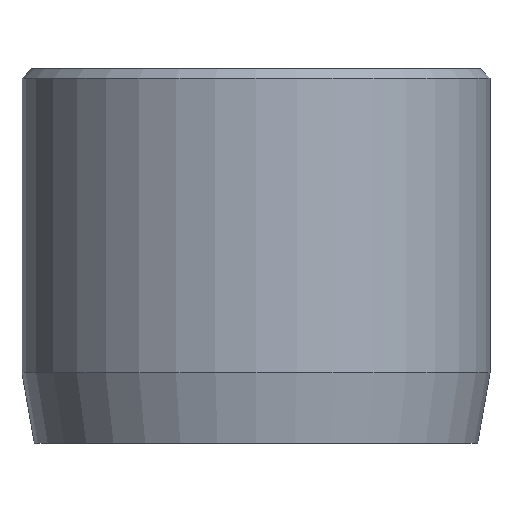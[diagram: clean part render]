
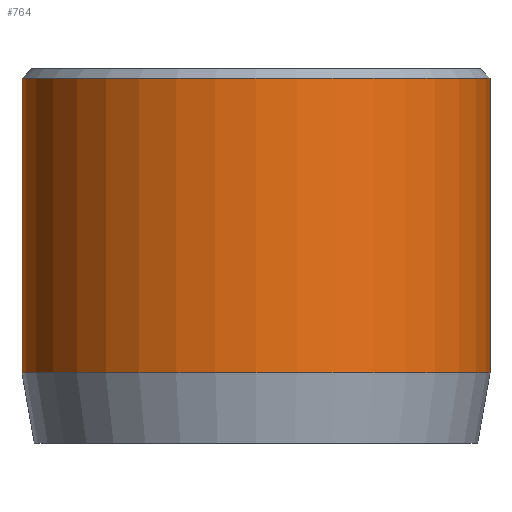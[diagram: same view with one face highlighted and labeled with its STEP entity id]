
A CAD part, front view. The second image highlights one B-rep face of the part: STEP entity #764.
In plain terms, the highlighted cylindrical face has radius 5 mm (diameter 10 mm), a partial arc.
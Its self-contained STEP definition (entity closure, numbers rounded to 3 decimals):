
#8 = EDGE_CURVE ( 'NONE', #696, #210, #611, .T. ) ;
#49 = CARTESIAN_POINT ( 'NONE',  ( -5., 0., 1.5 ) ) ;
#90 = CARTESIAN_POINT ( 'NONE',  ( 0., 0., 8. ) ) ;
#96 = DIRECTION ( 'NONE',  ( 0., 0., 1. ) ) ;
#106 = AXIS2_PLACEMENT_3D ( 'NONE', #682, #96, #769 ) ;
#113 = VERTEX_POINT ( 'NONE', #241 ) ;
#121 = VERTEX_POINT ( 'NONE', #237 ) ;
#130 = AXIS2_PLACEMENT_3D ( 'NONE', #532, #1137, #623 ) ;
#210 = VERTEX_POINT ( 'NONE', #49 ) ;
#228 = EDGE_LOOP ( 'NONE', ( #1130, #711, #1068, #1203 ) ) ;
#237 = CARTESIAN_POINT ( 'NONE',  ( 5., 0., 7.8 ) ) ;
#241 = CARTESIAN_POINT ( 'NONE',  ( 5., 0., 1.5 ) ) ;
#266 = DIRECTION ( 'NONE',  ( 0., 0., -1. ) ) ;
#359 = VECTOR ( 'NONE', #502, 1000. ) ;
#379 = EDGE_CURVE ( 'NONE', #121, #113, #971, .T. ) ;
#432 = CARTESIAN_POINT ( 'NONE',  ( -5., 0., 8. ) ) ;
#502 = DIRECTION ( 'NONE',  ( 0., 0., -1. ) ) ;
#515 = VECTOR ( 'NONE', #1034, 1000. ) ;
#532 = CARTESIAN_POINT ( 'NONE',  ( 0., 0., 7.8 ) ) ;
#611 = LINE ( 'NONE', #432, #359 ) ;
#623 = DIRECTION ( 'NONE',  ( 1., 0., 0. ) ) ;
#659 = CIRCLE ( 'NONE', #130, 5. ) ;
#673 = FACE_OUTER_BOUND ( 'NONE', #228, .T. ) ;
#682 = CARTESIAN_POINT ( 'NONE',  ( 0., 0., 1.5 ) ) ;
#696 = VERTEX_POINT ( 'NONE', #804 ) ;
#711 = ORIENTED_EDGE ( 'NONE', *, *, #1094, .T. ) ;
#718 = AXIS2_PLACEMENT_3D ( 'NONE', #90, #266, #901 ) ;
#764 = ADVANCED_FACE ( 'NONE', ( #673 ), #1109, .T. ) ;
#769 = DIRECTION ( 'NONE',  ( 1., 0., 0. ) ) ;
#770 = CIRCLE ( 'NONE', #106, 5. ) ;
#782 = CARTESIAN_POINT ( 'NONE',  ( 5., 0., 8. ) ) ;
#804 = CARTESIAN_POINT ( 'NONE',  ( -5., 0., 7.8 ) ) ;
#901 = DIRECTION ( 'NONE',  ( -1., 0., 0. ) ) ;
#914 = EDGE_CURVE ( 'NONE', #210, #113, #770, .T. ) ;
#971 = LINE ( 'NONE', #782, #515 ) ;
#1034 = DIRECTION ( 'NONE',  ( 0., 0., -1. ) ) ;
#1068 = ORIENTED_EDGE ( 'NONE', *, *, #8, .T. ) ;
#1094 = EDGE_CURVE ( 'NONE', #121, #696, #659, .T. ) ;
#1109 = CYLINDRICAL_SURFACE ( 'NONE', #718, 5. ) ;
#1130 = ORIENTED_EDGE ( 'NONE', *, *, #379, .F. ) ;
#1137 = DIRECTION ( 'NONE',  ( 0., 0., -1. ) ) ;
#1203 = ORIENTED_EDGE ( 'NONE', *, *, #914, .T. ) ;
